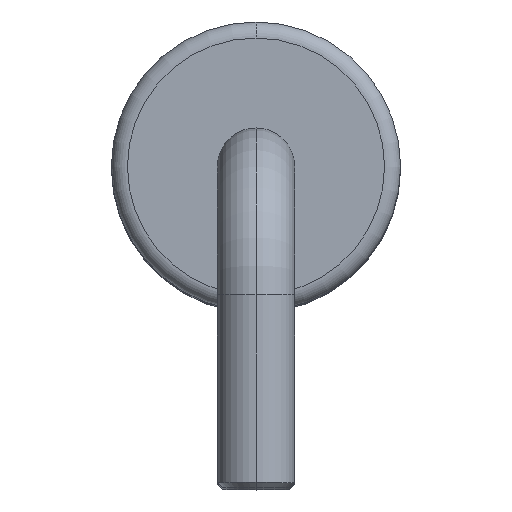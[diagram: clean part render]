
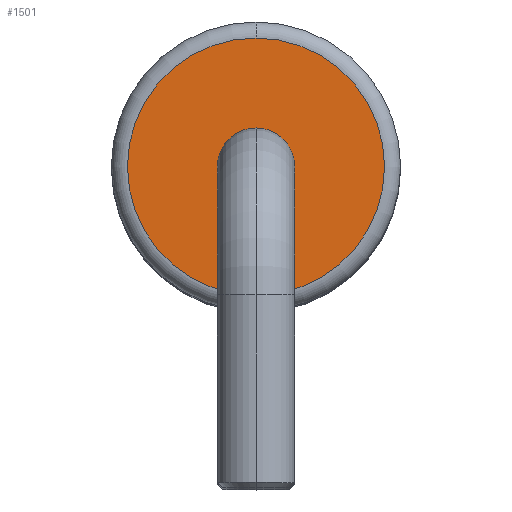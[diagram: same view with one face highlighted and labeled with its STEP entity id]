
A CAD part, top view. The second image highlights one B-rep face of the part: STEP entity #1501.
In plain terms, the highlighted planar face has unit normal (0, 0, 1).
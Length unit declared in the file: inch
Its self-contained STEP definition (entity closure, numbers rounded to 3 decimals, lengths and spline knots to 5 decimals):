
#60 = CARTESIAN_POINT ( 'NONE',  ( 0., 0.125, 0.425 ) ) ;
#61 = DIRECTION ( 'NONE',  ( 0., 0., -1. ) ) ;
#62 = DIRECTION ( 'NONE',  ( 0., 1., 0. ) ) ;
#63 = CARTESIAN_POINT ( 'NONE',  ( 0., 0.125, 0.425 ) ) ;
#64 = DIRECTION ( 'NONE',  ( 0., 0., 1. ) ) ;
#65 = DIRECTION ( 'NONE',  ( 0., -1., 0. ) ) ;
#167 = CIRCLE ( 'NONE', #172, 0.05 ) ;
#171 = CIRCLE ( 'NONE', #173, 0.015 ) ;
#172 = AXIS2_PLACEMENT_3D ( 'NONE', #60, #61, #62 ) ;
#173 = AXIS2_PLACEMENT_3D ( 'NONE', #63, #64, #65 ) ;
#605 = PLANE ( 'NONE',  #952 ) ;
#606 = CARTESIAN_POINT ( 'NONE',  ( 0., 0.13125, 0.425 ) ) ;
#607 = DIRECTION ( 'NONE',  ( 0., 0., 1. ) ) ;
#608 = DIRECTION ( 'NONE',  ( 0., -1., 0. ) ) ;
#952 = AXIS2_PLACEMENT_3D ( 'NONE', #606, #607, #608 ) ;
#1018 = CIRCLE ( 'NONE', #1025, 0.05 ) ;
#1025 = AXIS2_PLACEMENT_3D ( 'NONE', #1262, #1263, #1264 ) ;
#1026 = CIRCLE ( 'NONE', #1031, 0.015 ) ;
#1031 = AXIS2_PLACEMENT_3D ( 'NONE', #1274, #1275, #1276 ) ;
#1262 = CARTESIAN_POINT ( 'NONE',  ( 0., 0.125, 0.425 ) ) ;
#1263 = DIRECTION ( 'NONE',  ( 0., 0., -1. ) ) ;
#1264 = DIRECTION ( 'NONE',  ( 0., 1., 0. ) ) ;
#1274 = CARTESIAN_POINT ( 'NONE',  ( 0., 0.125, 0.425 ) ) ;
#1275 = DIRECTION ( 'NONE',  ( 0., 0., 1. ) ) ;
#1276 = DIRECTION ( 'NONE',  ( 0., -1., 0. ) ) ;
#1305 = CARTESIAN_POINT ( 'NONE',  ( 0., 0.175, 0.425 ) ) ;
#1313 = CARTESIAN_POINT ( 'NONE',  ( 0., 0.075, 0.425 ) ) ;
#1316 = CARTESIAN_POINT ( 'NONE',  ( 0., 0.11, 0.425 ) ) ;
#1317 = CARTESIAN_POINT ( 'NONE',  ( 0., 0.14, 0.425 ) ) ;
#1454 = EDGE_CURVE ( 'NONE', #2170, #2180, #167, .T. ) ;
#1455 = EDGE_CURVE ( 'NONE', #2183, #2184, #171, .T. ) ;
#1501 = ADVANCED_FACE ( 'NONE', ( #1949, #1950 ), #605, .T. ) ;
#1556 = EDGE_CURVE ( 'NONE', #2180, #2170, #1018, .T. ) ;
#1560 = EDGE_CURVE ( 'NONE', #2184, #2183, #1026, .T. ) ;
#1630 = EDGE_LOOP ( 'NONE', ( #1987, #1996 ) ) ;
#1632 = EDGE_LOOP ( 'NONE', ( #2062, #2086 ) ) ;
#1949 = FACE_BOUND ( 'NONE', #1632, .T. ) ;
#1950 = FACE_OUTER_BOUND ( 'NONE', #1630, .T. ) ;
#1987 = ORIENTED_EDGE ( 'NONE', *, *, #1454, .F. ) ;
#1996 = ORIENTED_EDGE ( 'NONE', *, *, #1556, .F. ) ;
#2062 = ORIENTED_EDGE ( 'NONE', *, *, #1560, .F. ) ;
#2086 = ORIENTED_EDGE ( 'NONE', *, *, #1455, .F. ) ;
#2170 = VERTEX_POINT ( 'NONE', #1305 ) ;
#2180 = VERTEX_POINT ( 'NONE', #1313 ) ;
#2183 = VERTEX_POINT ( 'NONE', #1316 ) ;
#2184 = VERTEX_POINT ( 'NONE', #1317 ) ;
